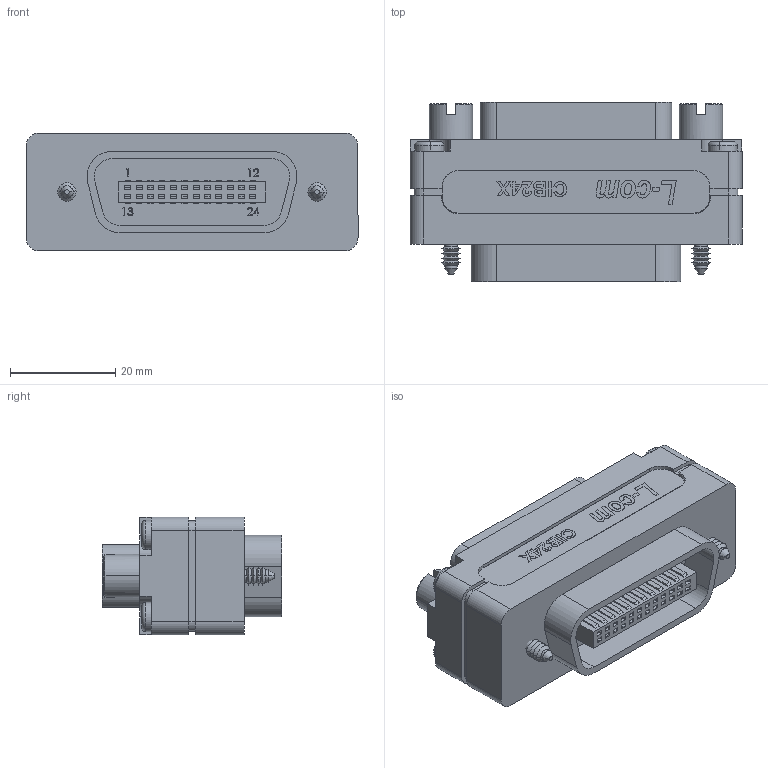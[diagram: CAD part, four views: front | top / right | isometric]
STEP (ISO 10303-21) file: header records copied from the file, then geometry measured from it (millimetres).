
FILE_DESCRIPTION (( 'STEP AP203' ), '1' );
FILE_NAME ('CIB24X.STEP', '2006-06-23T18:22:01', ( 'lcom' ), ( 'lcom' ), 'SwSTEP 2.0', 'SolidWorks 2006004', '' );
FILE_SCHEMA (( 'CONFIG_CONTROL_DESIGN' ));
Products named in the file (7): CIB24X-MA1; 3AA07-039; CIB24X; 3AA01-003_3AA01-003-375; 3AB05-007; 3AB05-006; 3AB05-020-MA
Assembly tree (11 placements, depth 2):
  CIB24X
    3AA01-003_3AA01-003-375  x4
    3AB05-020-MA
    3AB05-006
    CIB24X-MA1  x2
    3AA07-039  x2
    3AB05-007
Bounding box: 62.99 x 34.04 x 22.35 mm (x, y, z)
Volume: 31432 mm3; surface area: 16787.7 mm2
Topology: 11 solids, 11 shells, 1427 faces, 3615 edges, 2368 vertices
Faces by surface type: plane 1075, bspline 148, cylinder 104, cone 92, torus 8
Entity records: 41849 total; most frequent: CARTESIAN_POINT 13585, ORIENTED_EDGE 5856, DIRECTION 5082, EDGE_CURVE 2928, LINE 2542, VECTOR 2542, VERTEX_POINT 1931, EDGE_LOOP 1277
